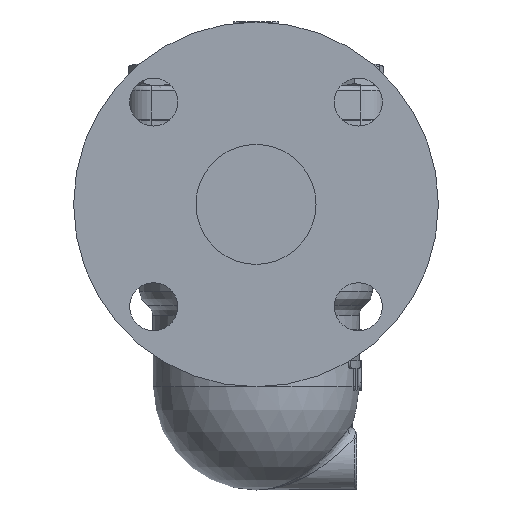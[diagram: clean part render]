
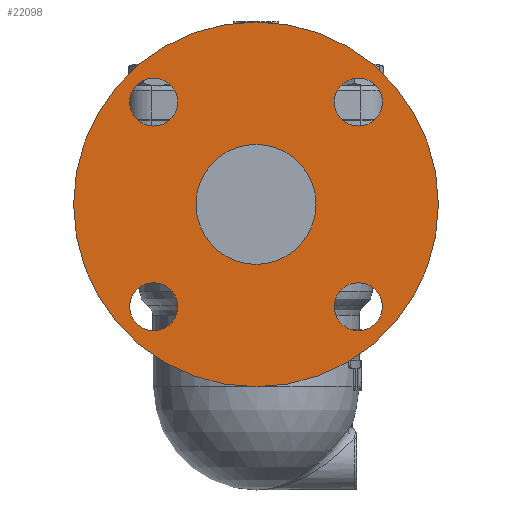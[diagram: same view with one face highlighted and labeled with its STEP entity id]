
A CAD part, left-side view. The second image highlights one B-rep face of the part: STEP entity #22098.
In plain terms, the highlighted planar face has unit normal (-1, 0, 0).
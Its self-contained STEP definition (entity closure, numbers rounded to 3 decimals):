
#21351=CARTESIAN_POINT('',(-122.,0.,-95.));
#21352=VERTEX_POINT('',#21351);
#21353=CARTESIAN_POINT('',(-122.,0.0,-19.));
#21354=DIRECTION('',(-1.0,0.0,0.0));
#21355=DIRECTION('',(0.0,0.0,1.0));
#21356=AXIS2_PLACEMENT_3D('',#21353,#21354,#21355);
#21357=CIRCLE('',#21356,76.0);
#21358=EDGE_CURVE('',#21352,#21352,#21357,.T.);
#21403=CARTESIAN_POINT('',(-122.,0.,-44.));
#21404=VERTEX_POINT('',#21403);
#21405=CARTESIAN_POINT('',(-122.,0.0,-19.));
#21406=DIRECTION('',(1.0,0.0,0.0));
#21407=DIRECTION('',(0.0,0.0,1.0));
#21408=AXIS2_PLACEMENT_3D('',#21405,#21406,#21407);
#21409=CIRCLE('',#21408,25.0);
#21410=EDGE_CURVE('',#21404,#21404,#21409,.T.);
#21429=CARTESIAN_POINT('',(-122.,-32.639,23.639));
#21430=VERTEX_POINT('',#21429);
#21431=CARTESIAN_POINT('',(-122.0,-42.639,23.639));
#21432=DIRECTION('',(1.0,0.0,0.0));
#21433=DIRECTION('',(0.0,1.0,0.0));
#21434=AXIS2_PLACEMENT_3D('',#21431,#21432,#21433);
#21435=CIRCLE('',#21434,10.0);
#21436=EDGE_CURVE('',#21430,#21430,#21435,.T.);
#21449=CARTESIAN_POINT('',(-122.,-42.639,-51.639));
#21450=VERTEX_POINT('',#21449);
#21451=CARTESIAN_POINT('',(-122.0,-42.639,-61.639));
#21452=DIRECTION('',(1.0,0.0,0.0));
#21453=DIRECTION('',(0.0,0.0,1.0));
#21454=AXIS2_PLACEMENT_3D('',#21451,#21452,#21453);
#21455=CIRCLE('',#21454,10.0);
#21456=EDGE_CURVE('',#21450,#21450,#21455,.T.);
#21469=CARTESIAN_POINT('',(-122.,32.639,-61.639));
#21470=VERTEX_POINT('',#21469);
#21471=CARTESIAN_POINT('',(-122.0,42.639,-61.639));
#21472=DIRECTION('',(1.0,0.0,0.0));
#21473=DIRECTION('',(0.0,-1.0,0.0));
#21474=AXIS2_PLACEMENT_3D('',#21471,#21472,#21473);
#21475=CIRCLE('',#21474,10.0);
#21476=EDGE_CURVE('',#21470,#21470,#21475,.T.);
#21489=CARTESIAN_POINT('',(-122.,42.639,13.639));
#21490=VERTEX_POINT('',#21489);
#21491=CARTESIAN_POINT('',(-122.0,42.639,23.639));
#21492=DIRECTION('',(1.0,0.0,0.0));
#21493=DIRECTION('',(0.0,0.0,-1.0));
#21494=AXIS2_PLACEMENT_3D('',#21491,#21492,#21493);
#21495=CIRCLE('',#21494,10.0);
#21496=EDGE_CURVE('',#21490,#21490,#21495,.T.);
#22075=CARTESIAN_POINT('',(-122.,0.0,-38.0));
#22076=DIRECTION('',(-1.0,0.0,0.0));
#22077=DIRECTION('',(0.0,0.0,1.0));
#22078=AXIS2_PLACEMENT_3D('',#22075,#22076,#22077);
#22079=PLANE('',#22078);
#22080=ORIENTED_EDGE('',*,*,#21358,.T.);
#22081=EDGE_LOOP('',(#22080));
#22082=FACE_OUTER_BOUND('',#22081,.T.);
#22083=ORIENTED_EDGE('',*,*,#21410,.T.);
#22084=EDGE_LOOP('',(#22083));
#22085=FACE_BOUND('',#22084,.T.);
#22086=ORIENTED_EDGE('',*,*,#21436,.T.);
#22087=EDGE_LOOP('',(#22086));
#22088=FACE_BOUND('',#22087,.T.);
#22089=ORIENTED_EDGE('',*,*,#21456,.T.);
#22090=EDGE_LOOP('',(#22089));
#22091=FACE_BOUND('',#22090,.T.);
#22092=ORIENTED_EDGE('',*,*,#21476,.T.);
#22093=EDGE_LOOP('',(#22092));
#22094=FACE_BOUND('',#22093,.T.);
#22095=ORIENTED_EDGE('',*,*,#21496,.T.);
#22096=EDGE_LOOP('',(#22095));
#22097=FACE_BOUND('',#22096,.T.);
#22098=ADVANCED_FACE('',(#22082,#22085,#22088,#22091,#22094,#22097),#22079,.T.);
